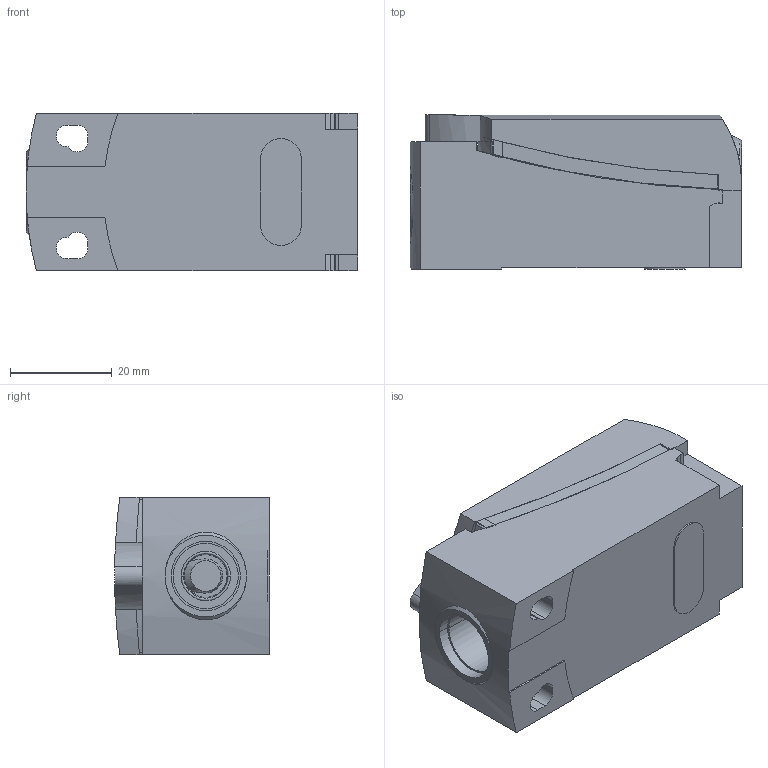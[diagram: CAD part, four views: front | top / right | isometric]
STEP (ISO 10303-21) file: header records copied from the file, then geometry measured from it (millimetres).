
FILE_DESCRIPTION(('STEP AP242'),'1');
FILE_NAME('switch_zcd21.stp','2019-08-08T05:57:42',('TraceParts'),('TraceParts S.A.'),'Spatial InterOp 3D',' ',' ');
FILE_SCHEMA(('AP242_MANAGED_MODEL_BASED_3D_ENGINEERING_MIM_LF {1 0 10303 442 1 1 4}'));
Length unit declared in the file: millimetre
Products named in the file (1): switch_zcd21_1
Bounding box: 65.1 x 30.4 x 31 mm (x, y, z)
Volume: 23232.1 mm3; surface area: 26799.3 mm2
Topology: 7 solids, 7 shells, 511 faces, 1327 edges, 840 vertices
Faces by surface type: plane 276, cylinder 116, cone 40, torus 38, bspline 26, extrusion 11, sphere 4
Entity records: 17565 total; most frequent: CARTESIAN_POINT 5313, ORIENTED_EDGE 2654, DIRECTION 2399, EDGE_CURVE 1327, VERTEX_POINT 840, AXIS2_PLACEMENT_3D 829, VECTOR 741, LINE 730
